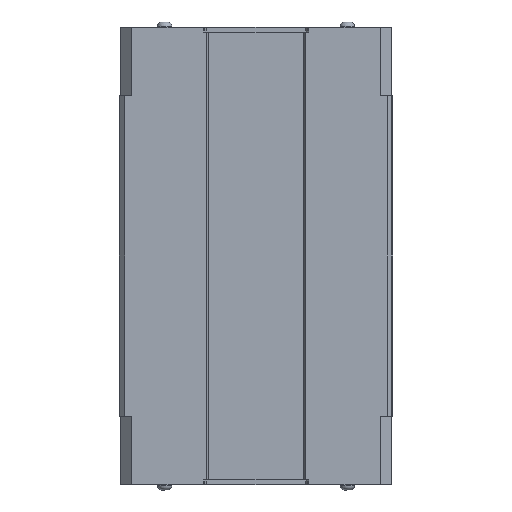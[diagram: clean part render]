
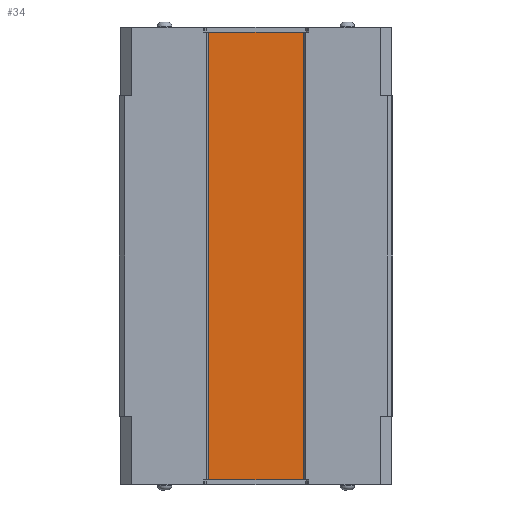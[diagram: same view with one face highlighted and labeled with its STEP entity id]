
A CAD part, front view. The second image highlights one B-rep face of the part: STEP entity #34.
In plain terms, the highlighted planar face has unit normal (0, -1, 0).
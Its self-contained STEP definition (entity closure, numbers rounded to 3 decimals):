
#34 = ADVANCED_FACE ( 'NONE', ( #577 ), #576, .T. ) ;
#35 = ORIENTED_EDGE ( 'NONE', *, *, #40, .T. ) ;
#36 = ORIENTED_EDGE ( 'NONE', *, *, #5134, .T. ) ;
#37 = EDGE_LOOP ( 'NONE', ( #35, #36, #43, #44 ) ) ;
#40 = EDGE_CURVE ( 'NONE', #5076, #5065, #569, .T. ) ;
#41 = EDGE_CURVE ( 'NONE', #5080, #5070, #624, .T. ) ;
#43 = ORIENTED_EDGE ( 'NONE', *, *, #41, .F. ) ;
#44 = ORIENTED_EDGE ( 'NONE', *, *, #5079, .T. ) ;
#569 = LINE ( 'NONE', #627, #626 ) ;
#572 = DIRECTION ( 'NONE',  ( 0., 0., -1. ) ) ;
#573 = DIRECTION ( 'NONE',  ( 0., -1., 0. ) ) ;
#574 = CARTESIAN_POINT ( 'NONE',  ( -11.259, -0.1, 14. ) ) ;
#575 = AXIS2_PLACEMENT_3D ( 'NONE', #574, #573, #572 ) ;
#576 = PLANE ( 'NONE',  #575 ) ;
#577 = FACE_OUTER_BOUND ( 'NONE', #37, .T. ) ;
#621 = DIRECTION ( 'NONE',  ( 1., 0., 0. ) ) ;
#622 = VECTOR ( 'NONE', #621, 1000. ) ;
#623 = CARTESIAN_POINT ( 'NONE',  ( 0., -0.1, 14. ) ) ;
#624 = LINE ( 'NONE', #623, #622 ) ;
#625 = DIRECTION ( 'NONE',  ( 1., 0., 0. ) ) ;
#626 = VECTOR ( 'NONE', #625, 1000. ) ;
#627 = CARTESIAN_POINT ( 'NONE',  ( 0., -0.1, -84.1 ) ) ;
#3243 = CARTESIAN_POINT ( 'NONE',  ( 11.259, -0.1, -84.1 ) ) ;
#3282 = CARTESIAN_POINT ( 'NONE',  ( -11.259, -0.1, 14. ) ) ;
#3283 = DIRECTION ( 'NONE',  ( 0., 0., -1. ) ) ;
#3284 = VECTOR ( 'NONE', #3283, 1000. ) ;
#3285 = CARTESIAN_POINT ( 'NONE',  ( -11.259, -0.1, 14. ) ) ;
#3286 = LINE ( 'NONE', #3285, #3284 ) ;
#3288 = CARTESIAN_POINT ( 'NONE',  ( -11.259, -0.1, -84.1 ) ) ;
#3301 = CARTESIAN_POINT ( 'NONE',  ( 11.259, -0.1, 14. ) ) ;
#3426 = DIRECTION ( 'NONE',  ( 0., 0., 1. ) ) ;
#3427 = VECTOR ( 'NONE', #3426, 1000. ) ;
#3428 = CARTESIAN_POINT ( 'NONE',  ( 11.259, -0.1, 14. ) ) ;
#3429 = LINE ( 'NONE', #3428, #3427 ) ;
#5065 = VERTEX_POINT ( 'NONE', #3243 ) ;
#5070 = VERTEX_POINT ( 'NONE', #3301 ) ;
#5076 = VERTEX_POINT ( 'NONE', #3288 ) ;
#5079 = EDGE_CURVE ( 'NONE', #5080, #5076, #3286, .T. ) ;
#5080 = VERTEX_POINT ( 'NONE', #3282 ) ;
#5134 = EDGE_CURVE ( 'NONE', #5065, #5070, #3429, .T. ) ;
